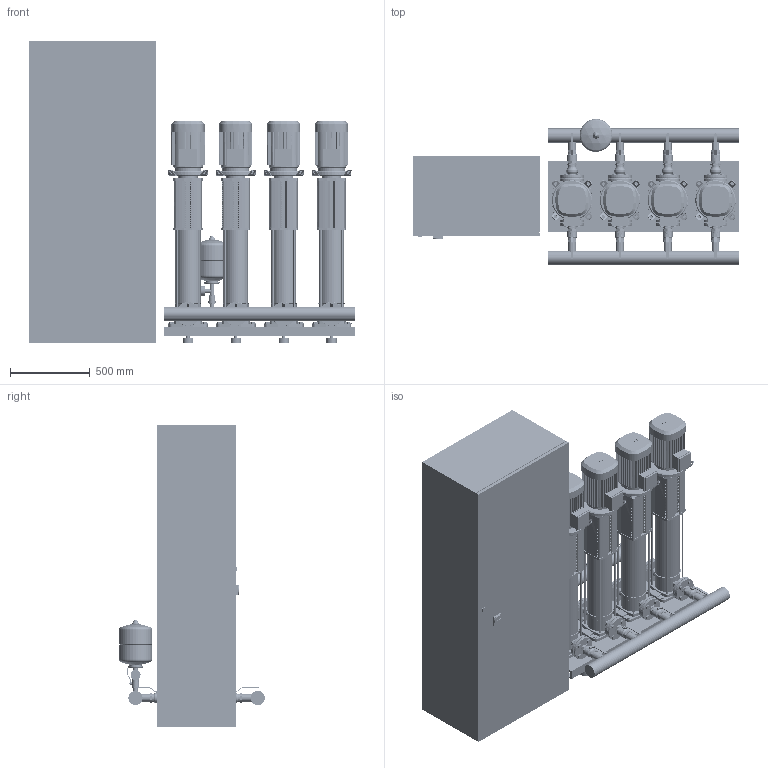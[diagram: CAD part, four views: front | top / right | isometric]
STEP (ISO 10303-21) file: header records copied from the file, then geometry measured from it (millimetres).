
FILE_DESCRIPTION((''),'2;1');
FILE_NAME('3d_COR-4HELIXV1015_K_CC-2534201.stp','2016-01-22T13:28:45',(''),(''),'Mechanical Desktop 2009','Mechanical Desktop 2009',', , ');
FILE_SCHEMA(('CONFIG_CONTROL_DESIGN'));
Length unit declared in the file: millimetre
Products named in the file (1): Product
Bounding box: 2050 x 914.45 x 1900 mm (x, y, z)
Volume: 917057210.5 mm3; surface area: 17732667.2 mm2
Topology: 198 solids, 198 shells, 7588 faces, 19939 edges, 13027 vertices
Faces by surface type: plane 3566, bspline 2284, cylinder 1268, cone 300, torus 152, sphere 18
Entity records: 245629 total; most frequent: CARTESIAN_POINT 58170, ORIENTED_EDGE 39842, DIRECTION 36113, EDGE_CURVE 19921, VECTOR 13699, LINE 13699, VERTEX_POINT 13012, AXIS2_PLACEMENT_3D 11207
